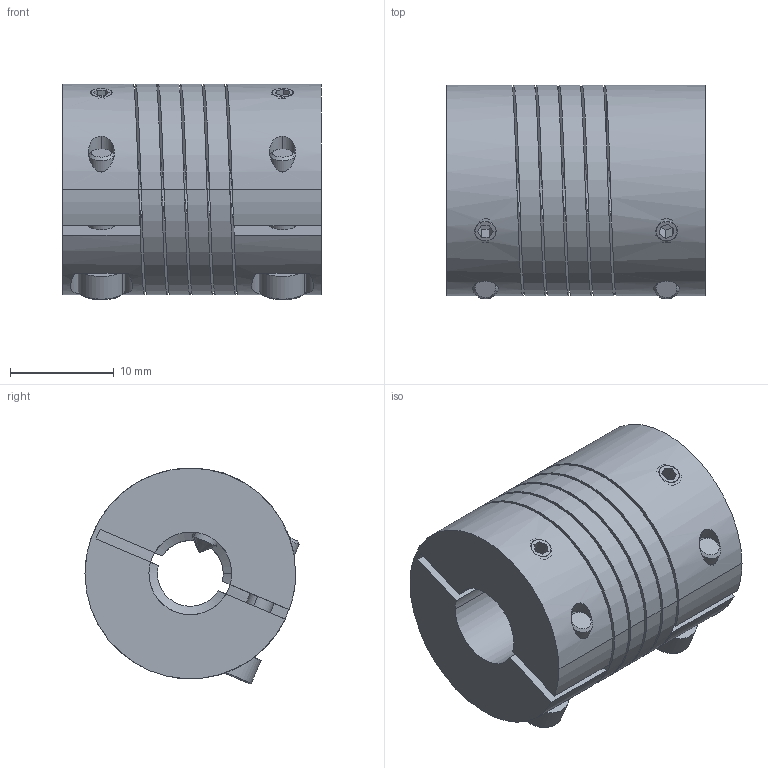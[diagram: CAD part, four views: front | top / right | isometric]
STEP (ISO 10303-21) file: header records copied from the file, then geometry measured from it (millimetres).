
FILE_DESCRIPTION (( 'STEP AP203' ), '1' );
FILE_NAME ('ACOPLAMENTO 6,35X8.STEP', '2015-07-07T18:51:22', ( '' ), ( '' ), 'SwSTEP 2.0', 'SolidWorks 2014', '' );
FILE_SCHEMA (( 'CONFIG_CONTROL_DESIGN' ));
Length unit declared in the file: metre
Products named in the file (4): 6,35X8; MOSCA 2,5_PreviewCfg; M2,5X16_PreviewCfg; ACOPLAMENTO 6,35X8
Assembly tree (5 placements, depth 2):
  ACOPLAMENTO 6,35X8
    6,35X8
    MOSCA 2,5_PreviewCfg  x2
    M2,5X16_PreviewCfg  x2
Bounding box: 25 x 20.67 x 20.85 mm (x, y, z)
Volume: 6426.1 mm3; surface area: 6607.3 mm2
Topology: 5 solids, 5 shells, 152 faces, 374 edges, 232 vertices
Faces by surface type: plane 62, cylinder 59, cone 19, torus 8, bspline 4
Entity records: 5241 total; most frequent: CARTESIAN_POINT 2248, ORIENTED_EDGE 560, DIRECTION 494, EDGE_CURVE 280, AXIS2_PLACEMENT_3D 181, VERTEX_POINT 180, VECTOR 132, LINE 132
